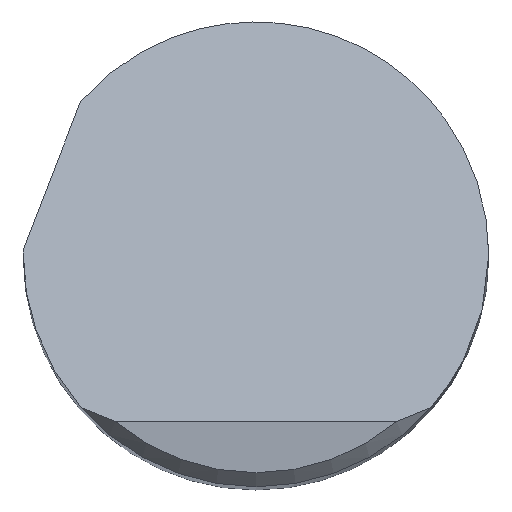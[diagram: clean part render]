
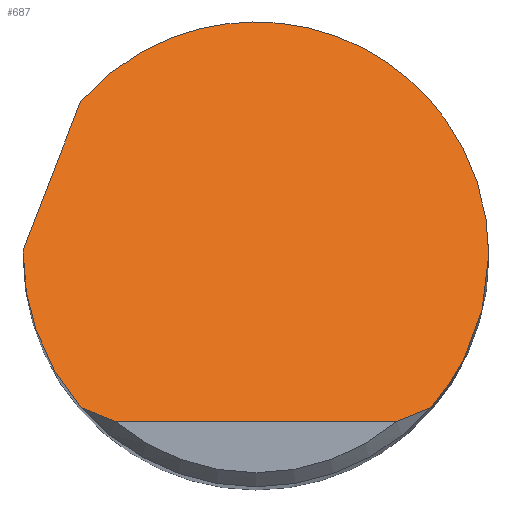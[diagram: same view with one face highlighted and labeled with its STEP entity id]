
A CAD part, top view. The second image highlights one B-rep face of the part: STEP entity #687.
In plain terms, the highlighted planar face has unit normal (0, 0.707, 0.707).
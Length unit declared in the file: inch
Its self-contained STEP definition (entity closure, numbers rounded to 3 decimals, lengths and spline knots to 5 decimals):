
#32 = DIRECTION ( 'NONE',  ( 0.263, 0.682, -0.682 ) ) ;
#35 = VECTOR ( 'NONE', #32, 39.37008 ) ;
#56 = EDGE_CURVE ( 'NONE', #407, #305, #112, .T. ) ;
#69 = CARTESIAN_POINT ( 'NONE',  ( 0.18782, -0.165, 2.985 ) ) ;
#72 = CARTESIAN_POINT ( 'NONE',  ( -0.25, 0., 2.82 ) ) ;
#76 = CARTESIAN_POINT ( 'NONE',  ( -0.15108, -0.18, 3. ) ) ;
#85 = VERTEX_POINT ( 'NONE', #202 ) ;
#95 = EDGE_LOOP ( 'NONE', ( #389, #531, #144, #428, #460, #471, #264, #540 ) ) ;
#101 = CARTESIAN_POINT ( 'NONE',  ( -0.25, -0.18, 3. ) ) ;
#112 =( BOUNDED_CURVE ( )  B_SPLINE_CURVE ( 3, ( #673, #210, #733, #498 ),
 .UNSPECIFIED., .F., .T. ) 
 B_SPLINE_CURVE_WITH_KNOTS ( ( 4, 4 ),
 ( 3.99157, 4.71239 ),
 .UNSPECIFIED. ) 
 CURVE ( )  GEOMETRIC_REPRESENTATION_ITEM ( )  RATIONAL_B_SPLINE_CURVE ( ( 1., 0.957, 0.957, 1. ) ) 
 REPRESENTATION_ITEM ( '' )  );
#144 = ORIENTED_EDGE ( 'NONE', *, *, #146, .F. ) ;
#146 = EDGE_CURVE ( 'NONE', #594, #85, #629, .T. ) ;
#156 = CARTESIAN_POINT ( 'NONE',  ( -0.17589, -0.1704, 2.9904 ) ) ;
#164 = CARTESIAN_POINT ( 'NONE',  ( -0.16367, -0.17542, 2.99542 ) ) ;
#172 = CARTESIAN_POINT ( 'NONE',  ( 0.16367, -0.17542, 2.99542 ) ) ;
#173 = EDGE_CURVE ( 'NONE', #407, #734, #639, .T. ) ;
#189 = VERTEX_POINT ( 'NONE', #333 ) ;
#202 = CARTESIAN_POINT ( 'NONE',  ( 0.18782, -0.165, 2.985 ) ) ;
#209 = LINE ( 'NONE', #562, #35 ) ;
#210 = CARTESIAN_POINT ( 'NONE',  ( -0.22834, -0.11887, 2.93887 ) ) ;
#223 = CARTESIAN_POINT ( 'NONE',  ( -0.25, 0., 2.82 ) ) ;
#226 = FACE_OUTER_BOUND ( 'NONE', #95, .T. ) ;
#234 = VERTEX_POINT ( 'NONE', #395 ) ;
#241 = CARTESIAN_POINT ( 'NONE',  ( 0., -0.18, 3. ) ) ;
#249 = EDGE_CURVE ( 'NONE', #189, #234, #209, .T. ) ;
#264 = ORIENTED_EDGE ( 'NONE', *, *, #56, .F. ) ;
#269 = CARTESIAN_POINT ( 'NONE',  ( 0.25, -0.06141, 2.88141 ) ) ;
#305 = VERTEX_POINT ( 'NONE', #223 ) ;
#313 = CARTESIAN_POINT ( 'NONE',  ( -0.18782, -0.165, 2.985 ) ) ;
#316 = LINE ( 'NONE', #241, #750 ) ;
#324 = CARTESIAN_POINT ( 'NONE',  ( -0.25, 0.00167, 2.81833 ) ) ;
#333 = CARTESIAN_POINT ( 'NONE',  ( -0.24995, 0.005, 2.815 ) ) ;
#380 = CARTESIAN_POINT ( 'NONE',  ( -0.18855, 0.16416, 2.65584 ) ) ;
#389 = ORIENTED_EDGE ( 'NONE', *, *, #419, .T. ) ;
#395 = CARTESIAN_POINT ( 'NONE',  ( -0.18855, 0.16416, 2.65584 ) ) ;
#400 = VERTEX_POINT ( 'NONE', #426 ) ;
#407 = VERTEX_POINT ( 'NONE', #313 ) ;
#419 = EDGE_CURVE ( 'NONE', #734, #400, #316, .T. ) ;
#426 = CARTESIAN_POINT ( 'NONE',  ( 0.15108, -0.18, 3. ) ) ;
#428 = ORIENTED_EDGE ( 'NONE', *, *, #575, .F. ) ;
#444 = CARTESIAN_POINT ( 'NONE',  ( 0.25, 0., 2.82 ) ) ;
#454 = CARTESIAN_POINT ( 'NONE',  ( -0.18782, -0.165, 2.985 ) ) ;
#460 = ORIENTED_EDGE ( 'NONE', *, *, #249, .F. ) ;
#471 = ORIENTED_EDGE ( 'NONE', *, *, #616, .F. ) ;
#472 = CARTESIAN_POINT ( 'NONE',  ( 0.15108, -0.18, 3. ) ) ;
#482 = DIRECTION ( 'NONE',  ( 0., -0.707, -0.707 ) ) ;
#498 = CARTESIAN_POINT ( 'NONE',  ( -0.25, 0., 2.82 ) ) ;
#501 = CARTESIAN_POINT ( 'NONE',  ( 0.17589, -0.1704, 2.9904 ) ) ;
#503 = CARTESIAN_POINT ( 'NONE',  ( 0.22834, -0.11887, 2.93887 ) ) ;
#531 = ORIENTED_EDGE ( 'NONE', *, *, #569, .T. ) ;
#532 = DIRECTION ( 'NONE',  ( 0., 0.707, -0.707 ) ) ;
#540 = ORIENTED_EDGE ( 'NONE', *, *, #173, .T. ) ;
#548 = CARTESIAN_POINT ( 'NONE',  ( 0.25, 0.27527, 2.54473 ) ) ;
#552 = CARTESIAN_POINT ( 'NONE',  ( -0.24998, 0.00333, 2.81667 ) ) ;
#556 =( BOUNDED_CURVE ( )  B_SPLINE_CURVE ( 3, ( #380, #726, #548, #666 ),
 .UNSPECIFIED., .F., .T. ) 
 B_SPLINE_CURVE_WITH_KNOTS ( ( 4, 4 ),
 ( 5.42872, 7.85398 ),
 .UNSPECIFIED. ) 
 CURVE ( )  GEOMETRIC_REPRESENTATION_ITEM ( )  RATIONAL_B_SPLINE_CURVE ( ( 1., 0.567, 0.567, 1. ) ) 
 REPRESENTATION_ITEM ( '' )  );
#561 =( BOUNDED_CURVE ( )  B_SPLINE_CURVE ( 3, ( #72, #324, #552, #718 ),
 .UNSPECIFIED., .F., .T. ) 
 B_SPLINE_CURVE_WITH_KNOTS ( ( 4, 4 ),
 ( 4.71239, 4.73239 ),
 .UNSPECIFIED. ) 
 CURVE ( )  GEOMETRIC_REPRESENTATION_ITEM ( )  RATIONAL_B_SPLINE_CURVE ( ( 1., 1., 1., 1. ) ) 
 REPRESENTATION_ITEM ( '' )  );
#562 = CARTESIAN_POINT ( 'NONE',  ( -0.31638, -0.1672, 2.9872 ) ) ;
#569 = EDGE_CURVE ( 'NONE', #400, #85, #590, .T. ) ;
#575 = EDGE_CURVE ( 'NONE', #234, #594, #556, .T. ) ;
#585 = DIRECTION ( 'NONE',  ( 1., 0., 0. ) ) ;
#590 = B_SPLINE_CURVE_WITH_KNOTS ( 'NONE', 3,
 ( #472, #172, #501, #69 ),
 .UNSPECIFIED., .F., .F.,
 ( 4, 4 ),
 ( 0., 0.00108 ),
 .UNSPECIFIED. ) ;
#594 = VERTEX_POINT ( 'NONE', #655 ) ;
#616 = EDGE_CURVE ( 'NONE', #305, #189, #561, .T. ) ;
#625 = CARTESIAN_POINT ( 'NONE',  ( -0.15108, -0.18, 3. ) ) ;
#629 =( BOUNDED_CURVE ( )  B_SPLINE_CURVE ( 3, ( #444, #269, #503, #668 ),
 .UNSPECIFIED., .F., .T. ) 
 B_SPLINE_CURVE_WITH_KNOTS ( ( 4, 4 ),
 ( 1.5708, 2.29162 ),
 .UNSPECIFIED. ) 
 CURVE ( )  GEOMETRIC_REPRESENTATION_ITEM ( )  RATIONAL_B_SPLINE_CURVE ( ( 1., 0.957, 0.957, 1. ) ) 
 REPRESENTATION_ITEM ( '' )  );
#635 = AXIS2_PLACEMENT_3D ( 'NONE', #101, #482, #532 ) ;
#639 = B_SPLINE_CURVE_WITH_KNOTS ( 'NONE', 3,
 ( #454, #156, #164, #625 ),
 .UNSPECIFIED., .F., .F.,
 ( 4, 4 ),
 ( 0., 0.00108 ),
 .UNSPECIFIED. ) ;
#655 = CARTESIAN_POINT ( 'NONE',  ( 0.25, 0., 2.82 ) ) ;
#666 = CARTESIAN_POINT ( 'NONE',  ( 0.25, 0., 2.82 ) ) ;
#668 = CARTESIAN_POINT ( 'NONE',  ( 0.18782, -0.165, 2.985 ) ) ;
#673 = CARTESIAN_POINT ( 'NONE',  ( -0.18782, -0.165, 2.985 ) ) ;
#684 = PLANE ( 'NONE',  #635 ) ;
#687 = ADVANCED_FACE ( 'NONE', ( #226 ), #684, .F. ) ;
#718 = CARTESIAN_POINT ( 'NONE',  ( -0.24995, 0.005, 2.815 ) ) ;
#726 = CARTESIAN_POINT ( 'NONE',  ( -0.0078, 0.37177, 2.44823 ) ) ;
#733 = CARTESIAN_POINT ( 'NONE',  ( -0.25, -0.06141, 2.88141 ) ) ;
#734 = VERTEX_POINT ( 'NONE', #76 ) ;
#750 = VECTOR ( 'NONE', #585, 39.37008 ) ;
